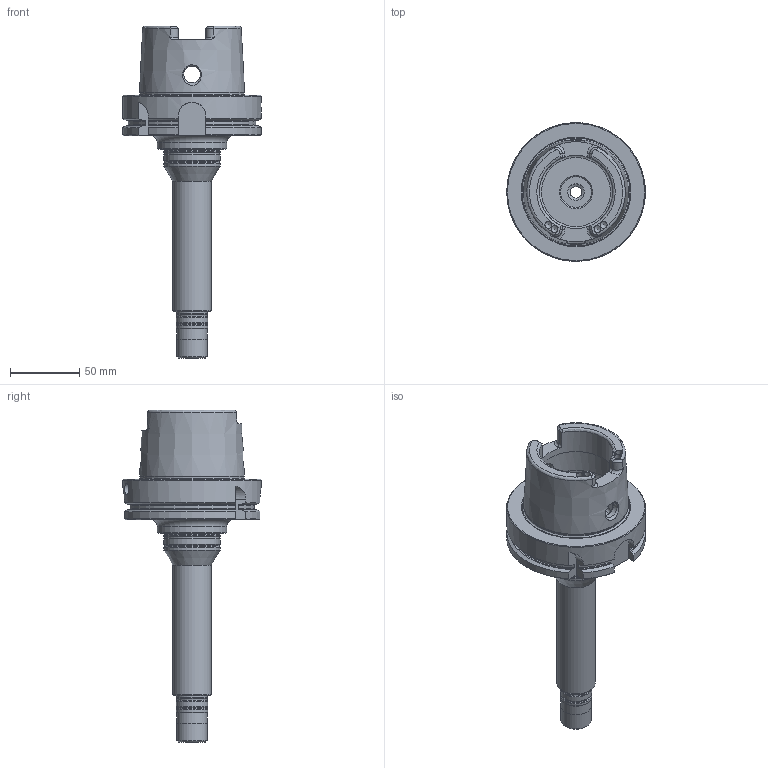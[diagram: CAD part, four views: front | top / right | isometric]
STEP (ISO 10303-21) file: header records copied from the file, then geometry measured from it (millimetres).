
FILE_DESCRIPTION(/* description */ (''),/* implementation_level */ '2;1');
FILE_NAME(/* name */ '450011690.stp',/* time_stamp */ '2021-01-08T12:41:14',/* author */ ('LRA'),/* organization */ ('REGO-FIX'),/* preprocessor_version */ ' Unknown',/* originating_system */ 'SIEMENS PLM Software Solid Edge ST10',/* authorization */ 'Unknown');
FILE_SCHEMA (('AUTOMOTIVE_DESIGN { 1 0 10303 214 2 1 1}'));
Length unit declared in the file: millimetre
Products named in the file (1): NOCUT
Bounding box: 100 x 100 x 239.5 mm (x, y, z)
Volume: 354519.4 mm3; surface area: 69862.5 mm2
Topology: 1 solids, 1 shells, 162 faces, 413 edges, 257 vertices
Faces by surface type: cylinder 48, cone 48, plane 37, torus 29
Full cylindrical faces by diameter (mm): 5 x4, 8.376 x2, 8.5 x1, 10 x1, 10.5 x1, 12 x3, 22 x2, 22.376 x1, 22.5 x3, 25 x1, 28 x1, 40.5 x3, 50 x1, 53 x2, 63 x1, 75.459 x1, 100 x1
Entity records: 5665 total; most frequent: CARTESIAN_POINT 1113, DIRECTION 712, ORIENTED_EDGE 606, AXIS2_PLACEMENT_3D 316, EDGE_CURVE 303, FACE_BOUND 256, EDGE_LOOP 252, VERTEX_POINT 231
